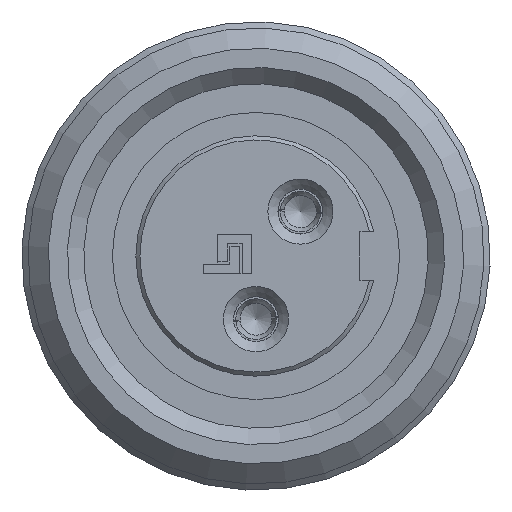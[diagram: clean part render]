
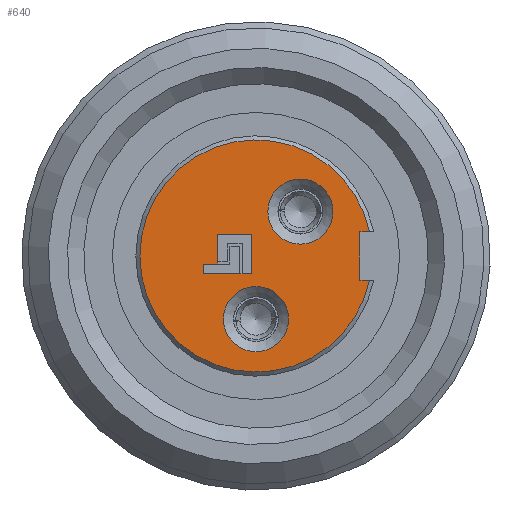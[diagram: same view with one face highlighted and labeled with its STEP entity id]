
A CAD part, left-side view. The second image highlights one B-rep face of the part: STEP entity #640.
In plain terms, the highlighted planar face has unit normal (-1, 0, 0).
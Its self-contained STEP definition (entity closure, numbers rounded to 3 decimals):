
#296=LINE('',#3083,#419);
#321=LINE('',#3134,#444);
#331=LINE('',#3154,#454);
#335=LINE('',#3163,#458);
#339=LINE('',#3170,#462);
#340=LINE('',#3172,#463);
#342=LINE('',#3176,#465);
#344=LINE('',#3180,#467);
#345=LINE('',#3192,#468);
#350=LINE('',#3202,#473);
#353=LINE('',#3208,#476);
#355=LINE('',#3211,#478);
#419=VECTOR('',#2449,1.);
#444=VECTOR('',#2488,1.);
#454=VECTOR('',#2506,1.);
#458=VECTOR('',#2512,1.);
#462=VECTOR('',#2518,1.);
#463=VECTOR('',#2521,1.);
#465=VECTOR('',#2525,1.);
#467=VECTOR('',#2529,1.);
#468=VECTOR('',#2544,1.);
#473=VECTOR('',#2551,1.);
#476=VECTOR('',#2556,1.);
#478=VECTOR('',#2560,1.);
#561=PLANE('',#2161);
#640=ADVANCED_FACE('',(#776,#777,#778,#779),#561,.T.);
#776=FACE_BOUND('',#881,.T.);
#777=FACE_BOUND('',#882,.T.);
#778=FACE_BOUND('',#883,.T.);
#779=FACE_BOUND('',#884,.T.);
#881=EDGE_LOOP('',(#1183,#1184,#1185,#1186,#1187,#1188,#1189,#1190,#1191));
#882=EDGE_LOOP('',(#1192));
#883=EDGE_LOOP('',(#1193));
#884=EDGE_LOOP('',(#1194,#1195,#1196,#1197));
#1183=ORIENTED_EDGE('',*,*,#1838,.T.);
#1184=ORIENTED_EDGE('',*,*,#1775,.F.);
#1185=ORIENTED_EDGE('',*,*,#1823,.T.);
#1186=ORIENTED_EDGE('',*,*,#1821,.T.);
#1187=ORIENTED_EDGE('',*,*,#1819,.T.);
#1188=ORIENTED_EDGE('',*,*,#1800,.T.);
#1189=ORIENTED_EDGE('',*,*,#1818,.T.);
#1190=ORIENTED_EDGE('',*,*,#1814,.T.);
#1191=ORIENTED_EDGE('',*,*,#1810,.T.);
#1192=ORIENTED_EDGE('',*,*,#1824,.T.);
#1193=ORIENTED_EDGE('',*,*,#1826,.T.);
#1194=ORIENTED_EDGE('',*,*,#1833,.F.);
#1195=ORIENTED_EDGE('',*,*,#1772,.T.);
#1196=ORIENTED_EDGE('',*,*,#1828,.T.);
#1197=ORIENTED_EDGE('',*,*,#1836,.F.);
#1566=VERTEX_POINT('',#3072);
#1568=VERTEX_POINT('',#3075);
#1570=VERTEX_POINT('',#3084);
#1571=VERTEX_POINT('',#3085);
#1589=VERTEX_POINT('',#3135);
#1590=VERTEX_POINT('',#3136);
#1595=VERTEX_POINT('',#3155);
#1596=VERTEX_POINT('',#3156);
#1599=VERTEX_POINT('',#3164);
#1601=VERTEX_POINT('',#3173);
#1602=VERTEX_POINT('',#3177);
#1603=VERTEX_POINT('',#3183);
#1605=VERTEX_POINT('',#3188);
#1607=VERTEX_POINT('',#3193);
#1611=VERTEX_POINT('',#3203);
#1772=EDGE_CURVE('',#1568,#1566,#2003,.T.);
#1775=EDGE_CURVE('',#1570,#1571,#296,.T.);
#1800=EDGE_CURVE('',#1589,#1590,#321,.T.);
#1810=EDGE_CURVE('',#1595,#1596,#331,.T.);
#1814=EDGE_CURVE('',#1599,#1595,#335,.T.);
#1818=EDGE_CURVE('',#1590,#1599,#339,.T.);
#1819=EDGE_CURVE('',#1601,#1589,#340,.T.);
#1821=EDGE_CURVE('',#1602,#1601,#342,.T.);
#1823=EDGE_CURVE('',#1570,#1602,#344,.T.);
#1824=EDGE_CURVE('',#1603,#1603,#2005,.T.);
#1826=EDGE_CURVE('',#1605,#1605,#2007,.T.);
#1828=EDGE_CURVE('',#1566,#1607,#345,.T.);
#1833=EDGE_CURVE('',#1568,#1611,#350,.T.);
#1836=EDGE_CURVE('',#1611,#1607,#353,.T.);
#1838=EDGE_CURVE('',#1596,#1571,#355,.T.);
#2003=CIRCLE('',#2132,2.85);
#2005=CIRCLE('',#2152,0.8);
#2007=CIRCLE('',#2155,0.8);
#2132=AXIS2_PLACEMENT_3D('',#3074,#2443,#2444);
#2152=AXIS2_PLACEMENT_3D('',#3182,#2532,#2533);
#2155=AXIS2_PLACEMENT_3D('',#3187,#2538,#2539);
#2161=AXIS2_PLACEMENT_3D('',#3212,#2561,#2562);
#2443=DIRECTION('',(-1.,0.,0.));
#2444=DIRECTION('',(0.,0.,1.));
#2449=DIRECTION('',(0.,-1.,0.));
#2488=DIRECTION('',(0.,0.,1.));
#2506=DIRECTION('',(0.,0.,-1.));
#2512=DIRECTION('',(0.,-1.,0.));
#2518=DIRECTION('',(0.,0.,1.));
#2521=DIRECTION('',(0.,-1.,0.));
#2525=DIRECTION('',(0.,0.,1.));
#2529=DIRECTION('',(0.,1.,0.));
#2532=DIRECTION('',(1.,0.,0.));
#2533=DIRECTION('',(0.,0.,1.));
#2538=DIRECTION('',(1.,0.,0.));
#2539=DIRECTION('',(0.,0.,1.));
#2544=DIRECTION('',(0.,1.,0.));
#2551=DIRECTION('',(0.,1.,0.));
#2556=DIRECTION('',(0.,0.,-1.));
#2560=DIRECTION('',(0.,1.,0.));
#2561=DIRECTION('',(-1.,0.,0.));
#2562=DIRECTION('',(0.,0.,1.));
#3072=CARTESIAN_POINT('',(-5.95,-2.786,-0.6));
#3074=CARTESIAN_POINT('',(-5.95,0.,0.));
#3075=CARTESIAN_POINT('',(-5.95,-2.786,0.6));
#3083=CARTESIAN_POINT('',(-5.95,0.,-0.44));
#3084=CARTESIAN_POINT('',(-5.95,0.4,-0.44));
#3085=CARTESIAN_POINT('',(-5.95,0.34,-0.44));
#3134=CARTESIAN_POINT('',(-5.95,0.94,-0.2));
#3135=CARTESIAN_POINT('',(-5.95,0.94,-0.2));
#3136=CARTESIAN_POINT('',(-5.95,0.94,-0.14));
#3154=CARTESIAN_POINT('',(-5.95,0.1,0.54));
#3155=CARTESIAN_POINT('',(-5.95,0.1,0.54));
#3156=CARTESIAN_POINT('',(-5.95,0.1,-0.44));
#3163=CARTESIAN_POINT('',(-5.95,0.94,0.54));
#3164=CARTESIAN_POINT('',(-5.95,0.94,0.54));
#3170=CARTESIAN_POINT('',(-5.95,0.94,-0.2));
#3172=CARTESIAN_POINT('',(-5.95,1.3,-0.2));
#3173=CARTESIAN_POINT('',(-5.95,1.3,-0.2));
#3176=CARTESIAN_POINT('',(-5.95,1.3,-0.44));
#3177=CARTESIAN_POINT('',(-5.95,1.3,-0.44));
#3180=CARTESIAN_POINT('',(-5.95,0.1,-0.44));
#3182=CARTESIAN_POINT('',(-5.95,-1.09,1.09));
#3183=CARTESIAN_POINT('',(-5.95,-1.09,1.89));
#3187=CARTESIAN_POINT('',(-5.95,0.,-1.55));
#3188=CARTESIAN_POINT('',(-5.95,0.,-0.75));
#3192=CARTESIAN_POINT('',(-5.95,-2.888,-0.6));
#3193=CARTESIAN_POINT('',(-5.95,-2.55,-0.6));
#3202=CARTESIAN_POINT('',(-5.95,-2.888,0.6));
#3203=CARTESIAN_POINT('',(-5.95,-2.55,0.6));
#3208=CARTESIAN_POINT('',(-5.95,-2.55,0.6));
#3211=CARTESIAN_POINT('',(-5.95,0.1,-0.44));
#3212=CARTESIAN_POINT('',(-5.95,0.,0.));
